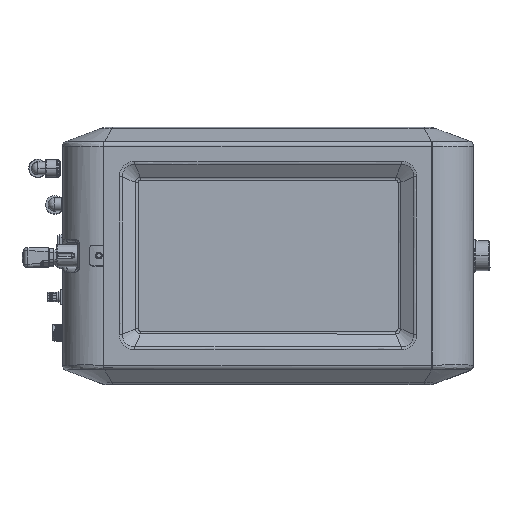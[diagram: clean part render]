
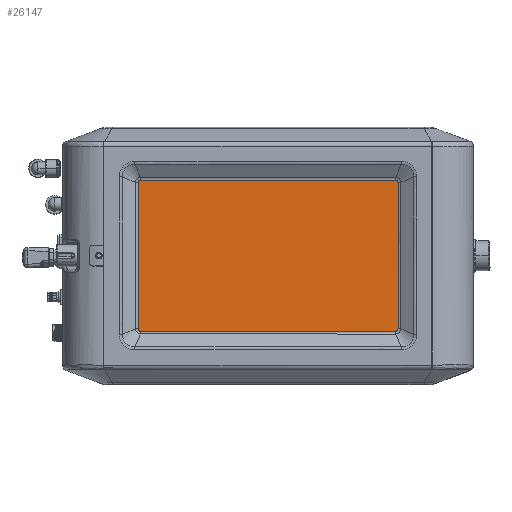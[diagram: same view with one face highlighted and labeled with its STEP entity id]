
A CAD part, top view. The second image highlights one B-rep face of the part: STEP entity #26147.
In plain terms, the highlighted planar face has unit normal (0, 0, 1).
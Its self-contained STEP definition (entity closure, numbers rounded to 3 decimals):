
#798=(
BOUNDED_CURVE()
B_SPLINE_CURVE(3,(#103490,#103569,#103570,#103571,#103572,#103573,#103574,#103575,#103567),.UNSPECIFIED.,.F.,.F.)
B_SPLINE_CURVE_WITH_KNOTS((4,1,1,1,1,1,4),(0.,0.214,0.429,0.571,0.643,0.857,1.),.UNSPECIFIED.)
CURVE()
GEOMETRIC_REPRESENTATION_ITEM()
RATIONAL_B_SPLINE_CURVE((1.029,1.029,1.029,1.029,1.029,1.029,1.029,1.029,1.029))
REPRESENTATION_ITEM('')
);
#2500=PLANE('',#132966);
#5284=B_SPLINE_CURVE_WITH_KNOTS('',3,(#103358,#103361,#103362,#103363,#103364,#103365,#103366,#103367,#103368,#103369,#103355),.UNSPECIFIED.,.F.,.U.,(4,1,1,1,1,1,1,1,4),(0.,0.053,0.323,0.566,0.686,0.801,0.872,0.936,1.),.UNSPECIFIED.);
#5286=B_SPLINE_CURVE_WITH_KNOTS('',3,(#103355,#103374,#103375,#103371),.UNSPECIFIED.,.F.,.U.,(4,4),(0.,1.),.UNSPECIFIED.);
#5287=B_SPLINE_CURVE_WITH_KNOTS('',3,(#103371,#103406,#103407,#103408,#103409,#103410,#103411,#103412,#103404),.UNSPECIFIED.,.F.,.U.,(4,1,1,1,1,1,4),(0.,0.065,0.5,0.623,0.749,0.871,1.),.UNSPECIFIED.);
#5288=B_SPLINE_CURVE_WITH_KNOTS('',3,(#103414,#103446,#103447,#103448,#103449,#103444),.UNSPECIFIED.,.F.,.U.,(4,1,1,4),(0.,0.4,0.733,1.),.UNSPECIFIED.);
#5289=B_SPLINE_CURVE_WITH_KNOTS('',3,(#103444,#103493,#103494,#103495,#103496,#103497,#103498,#103499,#103500,#103501,#103502,#103490),.UNSPECIFIED.,.F.,.U.,(4,1,1,1,1,1,1,1,1,4),(0.,0.404,0.597,0.746,0.819,0.868,0.936,0.979,0.99,1.),.UNSPECIFIED.);
#5290=B_SPLINE_CURVE_WITH_KNOTS('',3,(#103567,#103577,#103578,#103358),.UNSPECIFIED.,.F.,.U.,(4,4),(0.,1.),.UNSPECIFIED.);
#7573=VECTOR('',#138308,248.572);
#16625=LINE('',#103404,#7573);
#26147=ADVANCED_FACE('Volume50',(#30929),#2500,.T.);
#30929=FACE_OUTER_BOUND('',#84395,.T.);
#38834=ORIENTED_EDGE('',*,*,#62028,.F.);
#38835=ORIENTED_EDGE('',*,*,#62026,.F.);
#38836=ORIENTED_EDGE('',*,*,#62039,.F.);
#38837=ORIENTED_EDGE('',*,*,#62038,.F.);
#38838=ORIENTED_EDGE('',*,*,#62036,.F.);
#38839=ORIENTED_EDGE('',*,*,#62034,.F.);
#38840=ORIENTED_EDGE('',*,*,#62032,.F.);
#38841=ORIENTED_EDGE('',*,*,#62030,.F.);
#62026=EDGE_CURVE('1569',#76143,#76142,#5284,.T.);
#62028=EDGE_CURVE('1571',#76142,#76144,#5286,.T.);
#62030=EDGE_CURVE('1572',#76144,#76145,#5287,.T.);
#62032=EDGE_CURVE('1547',#76145,#76146,#16625,.T.);
#62034=EDGE_CURVE('1544',#76146,#76147,#5288,.T.);
#62036=EDGE_CURVE('1533',#76147,#76148,#5289,.T.);
#62038=EDGE_CURVE('1530',#76148,#76149,#798,.T.);
#62039=EDGE_CURVE('1573',#76149,#76143,#5290,.T.);
#76142=VERTEX_POINT('1037',#103355);
#76143=VERTEX_POINT('1038',#103358);
#76144=VERTEX_POINT('1039',#103371);
#76145=VERTEX_POINT('1025',#103404);
#76146=VERTEX_POINT('1023',#103414);
#76147=VERTEX_POINT('1017',#103444);
#76148=VERTEX_POINT('1015',#103490);
#76149=VERTEX_POINT('1014',#103567);
#84395=EDGE_LOOP('',(#38834,#38835,#38836,#38837,#38838,#38839,#38840,#38841));
#103355=CARTESIAN_POINT('',(-21.44,67.701,454.004));
#103358=CARTESIAN_POINT('',(-19.286,65.518,454.004));
#103361=CARTESIAN_POINT('',(-19.345,65.519,454.004));
#103362=CARTESIAN_POINT('',(-19.705,65.531,454.004));
#103363=CARTESIAN_POINT('',(-20.313,65.764,454.004));
#103364=CARTESIAN_POINT('',(-20.832,66.258,454.004));
#103365=CARTESIAN_POINT('',(-21.123,66.706,454.004));
#103366=CARTESIAN_POINT('',(-21.285,67.007,454.004));
#103367=CARTESIAN_POINT('',(-21.378,67.269,454.004));
#103368=CARTESIAN_POINT('',(-21.43,67.487,454.004));
#103369=CARTESIAN_POINT('',(-21.437,67.63,454.004));
#103371=CARTESIAN_POINT('',(-21.486,210.29,454.003));
#103374=CARTESIAN_POINT('',(-21.456,115.231,454.003));
#103375=CARTESIAN_POINT('',(-21.471,162.76,454.004));
#103404=CARTESIAN_POINT('',(-19.286,212.49,454.004));
#103406=CARTESIAN_POINT('',(-21.484,210.365,454.003));
#103407=CARTESIAN_POINT('',(-21.469,210.944,454.003));
#103408=CARTESIAN_POINT('',(-21.151,211.643,454.004));
#103409=CARTESIAN_POINT('',(-20.531,212.146,454.004));
#103410=CARTESIAN_POINT('',(-20.147,212.343,454.004));
#103411=CARTESIAN_POINT('',(-19.725,212.467,454.004));
#103412=CARTESIAN_POINT('',(-19.435,212.482,454.004));
#103414=CARTESIAN_POINT('',(229.286,212.49,454.004));
#103444=CARTESIAN_POINT('',(231.486,210.29,454.004));
#103446=CARTESIAN_POINT('',(229.756,212.49,454.004));
#103447=CARTESIAN_POINT('',(230.605,212.236,454.004));
#103448=CARTESIAN_POINT('',(231.355,211.3,454.004));
#103449=CARTESIAN_POINT('',(231.486,210.602,454.004));
#103490=CARTESIAN_POINT('',(231.486,67.718,454.004));
#103493=CARTESIAN_POINT('',(231.486,191.112,454.004));
#103494=CARTESIAN_POINT('',(231.485,162.729,454.004));
#103495=CARTESIAN_POINT('',(231.487,127.266,454.004));
#103496=CARTESIAN_POINT('',(231.484,107.499,454.003));
#103497=CARTESIAN_POINT('',(231.489,94.617,454.003));
#103498=CARTESIAN_POINT('',(231.476,85.621,454.003));
#103499=CARTESIAN_POINT('',(231.489,78.052,454.003));
#103500=CARTESIAN_POINT('',(231.527,72.291,454.003));
#103501=CARTESIAN_POINT('',(231.511,69.226,454.004));
#103502=CARTESIAN_POINT('',(231.494,68.216,454.004));
#103567=CARTESIAN_POINT('',(229.303,65.564,454.004));
#103569=CARTESIAN_POINT('',(231.486,67.468,454.004));
#103570=CARTESIAN_POINT('',(231.372,66.967,454.004));
#103571=CARTESIAN_POINT('',(231.011,66.433,454.004));
#103572=CARTESIAN_POINT('',(230.665,66.129,454.004));
#103573=CARTESIAN_POINT('',(230.286,65.873,454.004));
#103574=CARTESIAN_POINT('',(229.874,65.643,454.004));
#103575=CARTESIAN_POINT('',(229.465,65.564,454.004));
#103577=CARTESIAN_POINT('',(146.44,65.549,454.004));
#103578=CARTESIAN_POINT('',(63.577,65.533,454.004));
#104134=CARTESIAN_POINT('',(256.82,50.82,454.004));
#132966=AXIS2_PLACEMENT_3D('',#104134,#138307,#138432);
#138307=DIRECTION('',(0.,0.,1.));
#138308=DIRECTION('',(1.,0.,0.));
#138432=DIRECTION('',(0.,1.,0.));
